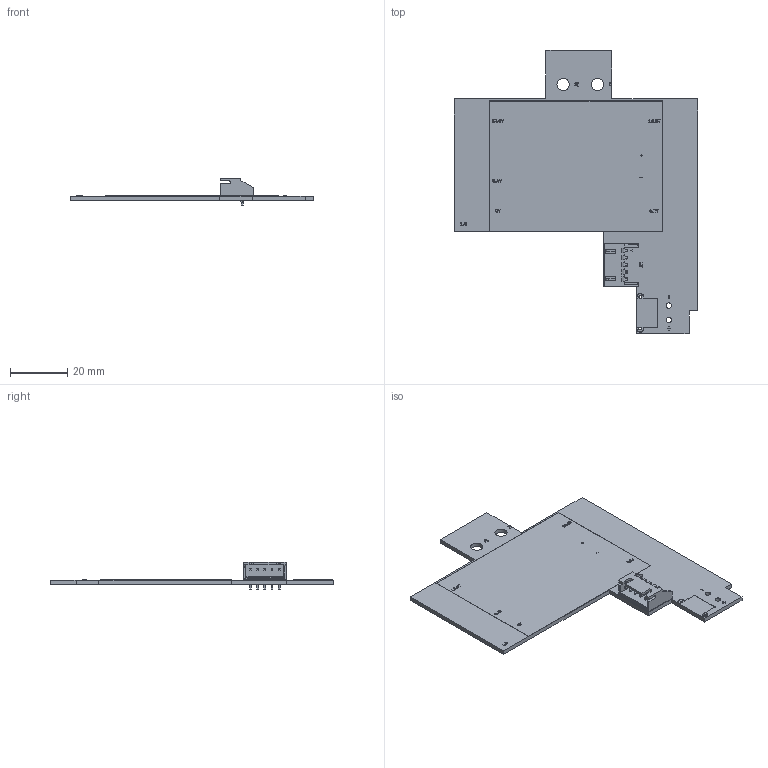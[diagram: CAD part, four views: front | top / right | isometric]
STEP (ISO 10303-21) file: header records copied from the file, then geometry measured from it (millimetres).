
FILE_DESCRIPTION(('KiCad electronic assembly'),'2;1');
FILE_NAME('peak-ignitor-box-bms.step','2025-12-18T19:48:10',('Pcbnew'),( 'Kicad'),'Open CASCADE STEP processor 7.9','KiCad to STEP converter' ,'Unknown');
FILE_SCHEMA(('AUTOMOTIVE_DESIGN { 1 0 10303 214 1 1 1 1 }'));
Length unit declared in the file: millimetre
Products named in the file (4): peak-ignitor-box-bms 1; JST_XH_S5B-XH-A-1_1x05_P2.50mm_Horizontal; peak-ignitor-box-bms_silkscreen; peak-ignitor-box-bms_PCB
Assembly tree (3 placements, depth 2):
  peak-ignitor-box-bms 1
    JST_XH_S5B-XH-A-1_1x05_P2.50mm_Horizontal
    peak-ignitor-box-bms_silkscreen
    peak-ignitor-box-bms_PCB
Bounding box: 85 x 99 x 9.5 mm (x, y, z)
Volume: 8242.1 mm3; surface area: 12073.9 mm2
Topology: 2 solids, 45 shells, 265 faces, 1248 edges, 1040 vertices
Faces by surface type: plane 240, cylinder 25
Full cylindrical faces by diameter (mm): 0.95 x5, 1 x2, 1.9 x2, 4.3 x2
Entity records: 14514 total; most frequent: CARTESIAN_POINT 2557, DIRECTION 2016, ORIENTED_EDGE 1838, EDGE_CURVE 1248, VERTEX_POINT 1040, LINE 1018, VECTOR 1018, AXIS2_PLACEMENT_3D 499
